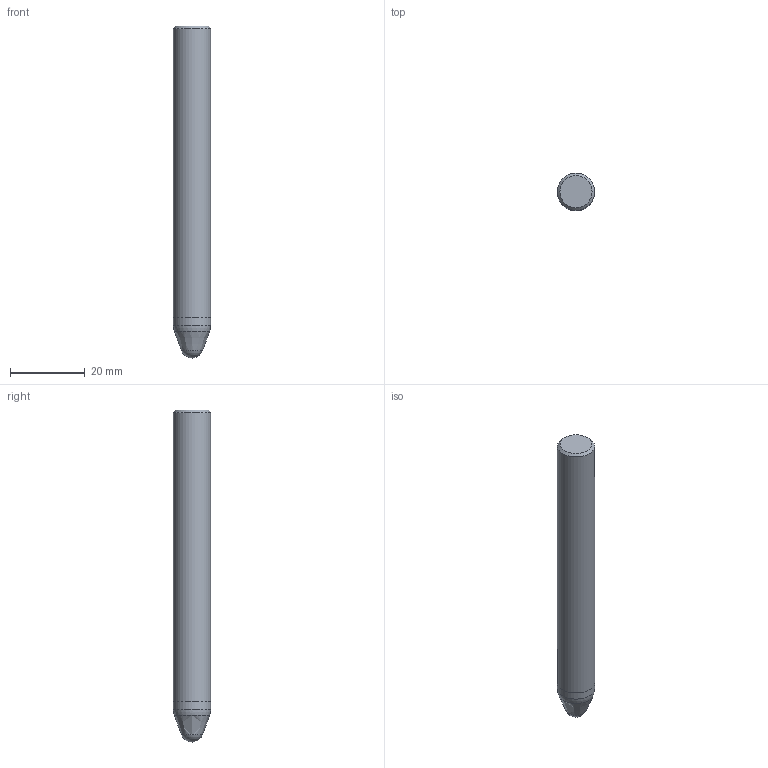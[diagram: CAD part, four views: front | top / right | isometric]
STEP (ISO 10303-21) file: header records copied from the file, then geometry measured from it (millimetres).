
FILE_DESCRIPTION(/* description */ (''),/* implementation_level */ '2;1');
FILE_NAME(/* name */ 'JH726100T2R3R250.0Z6_Basic.stp',/* time_stamp */ '2021-10-13T16:50:24+05:00',/* author */ (''),/* organization */ (''),/* preprocessor_version */ 'ST-DEVELOPER v16.7',/* originating_system */ 'SIEMENS PLM Software NX 12.0',/* authorisation */ '');
FILE_SCHEMA (('AUTOMOTIVE_DESIGN { 1 0 10303 214 3 1 1 1 }'));
Length unit declared in the file: millimetre
Products named in the file (1): INPU8AF8F303wm3t
Bounding box: 10 x 10 x 89 mm (x, y, z)
Volume: 6681.6 mm3; surface area: 2961.4 mm2
Topology: 2 solids, 2 shells, 9 faces, 16 edges, 14 vertices
Faces by surface type: plane 3, cylinder 2, sphere 2, bspline 1, cone 1
Full cylindrical faces by diameter (mm): 10 x2
Entity records: 293 total; most frequent: CARTESIAN_POINT 77, DIRECTION 38, AXIS2_PLACEMENT_3D 19, EDGE_LOOP 14, ORIENTED_EDGE 14, FACE_BOUND 10, STYLED_ITEM 10, PRESENTATION_STYLE_ASSIGNMENT 10
